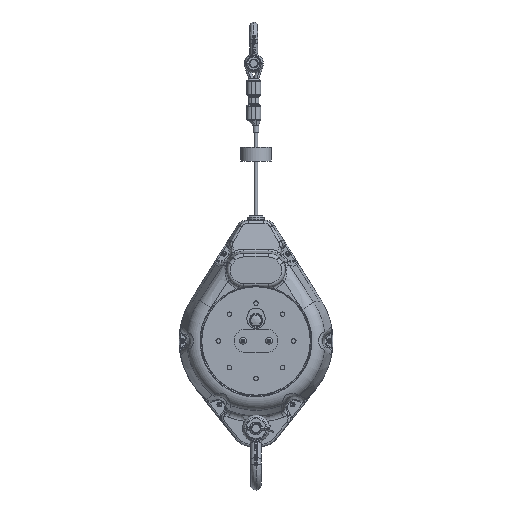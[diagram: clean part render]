
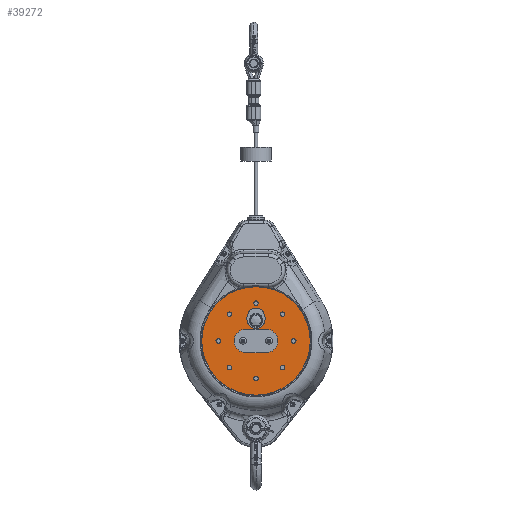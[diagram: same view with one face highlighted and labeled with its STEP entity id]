
A CAD part, front view. The second image highlights one B-rep face of the part: STEP entity #39272.
In plain terms, the highlighted planar face has unit normal (0, -1, 0).
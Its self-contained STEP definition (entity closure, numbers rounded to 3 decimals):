
#779=ELLIPSE('',#41894,15.,13.268);
#2054=FACE_BOUND('',#5704,.T.);
#2055=FACE_BOUND('',#5705,.T.);
#2056=FACE_BOUND('',#5706,.T.);
#2057=FACE_BOUND('',#5707,.T.);
#2058=FACE_BOUND('',#5708,.T.);
#2059=FACE_BOUND('',#5709,.T.);
#2060=FACE_BOUND('',#5710,.T.);
#2061=FACE_BOUND('',#5711,.T.);
#2062=FACE_BOUND('',#5712,.T.);
#2063=FACE_BOUND('',#5713,.T.);
#2368=PLANE('',#41896);
#3174=FACE_OUTER_BOUND('',#5703,.T.);
#5703=EDGE_LOOP('',(#26668));
#5704=EDGE_LOOP('',(#26669));
#5705=EDGE_LOOP('',(#26670));
#5706=EDGE_LOOP('',(#26671));
#5707=EDGE_LOOP('',(#26672));
#5708=EDGE_LOOP('',(#26673));
#5709=EDGE_LOOP('',(#26674));
#5710=EDGE_LOOP('',(#26675));
#5711=EDGE_LOOP('',(#26676));
#5712=EDGE_LOOP('',(#26677,#26678,#26679,#26680));
#5713=EDGE_LOOP('',(#26681));
#8304=CIRCLE('',#41897,79.);
#8305=CIRCLE('',#41898,3.324);
#8306=CIRCLE('',#41899,3.324);
#8307=CIRCLE('',#41900,3.324);
#8308=CIRCLE('',#41901,3.324);
#8309=CIRCLE('',#41902,3.324);
#8310=CIRCLE('',#41903,3.324);
#8311=CIRCLE('',#41904,3.324);
#8312=CIRCLE('',#41905,3.324);
#8313=CIRCLE('',#41906,17.);
#8314=CIRCLE('',#41907,17.);
#12001=LINE('',#54415,#14013);
#12002=LINE('',#54419,#14014);
#14013=VECTOR('',#45541,10.);
#14014=VECTOR('',#45544,10.);
#16084=VERTEX_POINT('',#54390);
#16085=VERTEX_POINT('',#54395);
#16086=VERTEX_POINT('',#54397);
#16087=VERTEX_POINT('',#54399);
#16088=VERTEX_POINT('',#54401);
#16089=VERTEX_POINT('',#54403);
#16090=VERTEX_POINT('',#54405);
#16091=VERTEX_POINT('',#54407);
#16092=VERTEX_POINT('',#54409);
#16093=VERTEX_POINT('',#54411);
#16094=VERTEX_POINT('',#54413);
#16095=VERTEX_POINT('',#54414);
#16096=VERTEX_POINT('',#54416);
#16097=VERTEX_POINT('',#54418);
#20098=EDGE_CURVE('',#16084,#16084,#779,.T.);
#20099=EDGE_CURVE('',#16085,#16085,#8304,.T.);
#20100=EDGE_CURVE('',#16086,#16086,#8305,.T.);
#20101=EDGE_CURVE('',#16087,#16087,#8306,.T.);
#20102=EDGE_CURVE('',#16088,#16088,#8307,.T.);
#20103=EDGE_CURVE('',#16089,#16089,#8308,.T.);
#20104=EDGE_CURVE('',#16090,#16090,#8309,.T.);
#20105=EDGE_CURVE('',#16091,#16091,#8310,.T.);
#20106=EDGE_CURVE('',#16092,#16092,#8311,.T.);
#20107=EDGE_CURVE('',#16093,#16093,#8312,.T.);
#20108=EDGE_CURVE('',#16094,#16095,#12001,.T.);
#20109=EDGE_CURVE('',#16095,#16096,#8313,.T.);
#20110=EDGE_CURVE('',#16096,#16097,#12002,.T.);
#20111=EDGE_CURVE('',#16097,#16094,#8314,.T.);
#26668=ORIENTED_EDGE('',*,*,#20099,.F.);
#26669=ORIENTED_EDGE('',*,*,#20100,.T.);
#26670=ORIENTED_EDGE('',*,*,#20101,.T.);
#26671=ORIENTED_EDGE('',*,*,#20102,.T.);
#26672=ORIENTED_EDGE('',*,*,#20103,.T.);
#26673=ORIENTED_EDGE('',*,*,#20104,.T.);
#26674=ORIENTED_EDGE('',*,*,#20105,.T.);
#26675=ORIENTED_EDGE('',*,*,#20106,.T.);
#26676=ORIENTED_EDGE('',*,*,#20107,.T.);
#26677=ORIENTED_EDGE('',*,*,#20108,.T.);
#26678=ORIENTED_EDGE('',*,*,#20109,.T.);
#26679=ORIENTED_EDGE('',*,*,#20110,.T.);
#26680=ORIENTED_EDGE('',*,*,#20111,.T.);
#26681=ORIENTED_EDGE('',*,*,#20098,.T.);
#39272=ADVANCED_FACE('',(#3174,#2054,#2055,#2056,#2057,#2058,#2059,#2060,
#2061,#2062,#2063),#2368,.T.);
#41894=AXIS2_PLACEMENT_3D('',#54392,#45517,#45518);
#41896=AXIS2_PLACEMENT_3D('',#54394,#45521,#45522);
#41897=AXIS2_PLACEMENT_3D('',#54396,#45523,#45524);
#41898=AXIS2_PLACEMENT_3D('',#54398,#45525,#45526);
#41899=AXIS2_PLACEMENT_3D('',#54400,#45527,#45528);
#41900=AXIS2_PLACEMENT_3D('',#54402,#45529,#45530);
#41901=AXIS2_PLACEMENT_3D('',#54404,#45531,#45532);
#41902=AXIS2_PLACEMENT_3D('',#54406,#45533,#45534);
#41903=AXIS2_PLACEMENT_3D('',#54408,#45535,#45536);
#41904=AXIS2_PLACEMENT_3D('',#54410,#45537,#45538);
#41905=AXIS2_PLACEMENT_3D('',#54412,#45539,#45540);
#41906=AXIS2_PLACEMENT_3D('',#54417,#45542,#45543);
#41907=AXIS2_PLACEMENT_3D('',#54420,#45545,#45546);
#45517=DIRECTION('center_axis',(0.,1.,0.));
#45518=DIRECTION('ref_axis',(0.,0.,1.));
#45521=DIRECTION('center_axis',(0.,-1.,0.));
#45522=DIRECTION('ref_axis',(0.,0.,
1.));
#45523=DIRECTION('center_axis',(0.,1.,0.));
#45524=DIRECTION('ref_axis',(1.,0.,-0.019));
#45525=DIRECTION('center_axis',(0.,1.,0.));
#45526=DIRECTION('ref_axis',(-1.,0.,0.));
#45527=DIRECTION('center_axis',(0.,1.,0.));
#45528=DIRECTION('ref_axis',(-1.,0.,0.));
#45529=DIRECTION('center_axis',(0.,1.,0.));
#45530=DIRECTION('ref_axis',(-1.,0.,0.));
#45531=DIRECTION('center_axis',(0.,1.,0.));
#45532=DIRECTION('ref_axis',(-1.,0.,0.));
#45533=DIRECTION('center_axis',(0.,1.,0.));
#45534=DIRECTION('ref_axis',(-1.,0.,0.));
#45535=DIRECTION('center_axis',(0.,1.,0.));
#45536=DIRECTION('ref_axis',(-1.,0.,0.));
#45537=DIRECTION('center_axis',(0.,1.,0.));
#45538=DIRECTION('ref_axis',(-1.,0.,0.));
#45539=DIRECTION('center_axis',(0.,1.,0.));
#45540=DIRECTION('ref_axis',(-1.,0.,0.));
#45541=DIRECTION('',(1.,0.,0.));
#45542=DIRECTION('center_axis',(0.,1.,0.));
#45543=DIRECTION('ref_axis',(0.,0.,
1.));
#45544=DIRECTION('',(-1.,0.,0.));
#45545=DIRECTION('center_axis',(0.,1.,0.));
#45546=DIRECTION('ref_axis',(0.,0.,
-1.));
#54390=CARTESIAN_POINT('',(0.,-55.5,18.));
#54392=CARTESIAN_POINT('Origin',(0.,-55.5,33.));
#54394=CARTESIAN_POINT('Origin',(0.,-55.5,0.));
#54395=CARTESIAN_POINT('',(0.,-55.5,79.));
#54396=CARTESIAN_POINT('Origin',(0.,-55.5,0.));
#54397=CARTESIAN_POINT('',(-51.677,-55.5,0.));
#54398=CARTESIAN_POINT('Origin',(-55.,-55.5,0.));
#54399=CARTESIAN_POINT('',(3.324,-55.5,55.));
#54400=CARTESIAN_POINT('Origin',(0.,-55.5,55.));
#54401=CARTESIAN_POINT('',(58.324,-55.5,0.));
#54402=CARTESIAN_POINT('Origin',(55.,-55.5,0.));
#54403=CARTESIAN_POINT('',(3.323,-55.5,-55.));
#54404=CARTESIAN_POINT('Origin',(0.,-55.5,-55.));
#54405=CARTESIAN_POINT('',(-35.567,-55.5,-38.891));
#54406=CARTESIAN_POINT('Origin',(-38.891,-55.5,-38.891));
#54407=CARTESIAN_POINT('',(42.214,-55.5,-38.891));
#54408=CARTESIAN_POINT('Origin',(38.891,-55.5,-38.891));
#54409=CARTESIAN_POINT('',(42.214,-55.5,38.891));
#54410=CARTESIAN_POINT('Origin',(38.891,-55.5,38.891));
#54411=CARTESIAN_POINT('',(-35.567,-55.5,38.891));
#54412=CARTESIAN_POINT('Origin',(-38.891,-55.5,38.891));
#54413=CARTESIAN_POINT('',(-15.,-55.5,17.));
#54414=CARTESIAN_POINT('',(15.,-55.5,17.));
#54415=CARTESIAN_POINT('',(-7.5,-55.5,17.));
#54416=CARTESIAN_POINT('',(15.,-55.5,-17.));
#54417=CARTESIAN_POINT('Origin',(15.,-55.5,0.));
#54418=CARTESIAN_POINT('',(-15.,-55.5,-17.));
#54419=CARTESIAN_POINT('',(7.5,-55.5,-17.));
#54420=CARTESIAN_POINT('Origin',(-15.,-55.5,0.));
